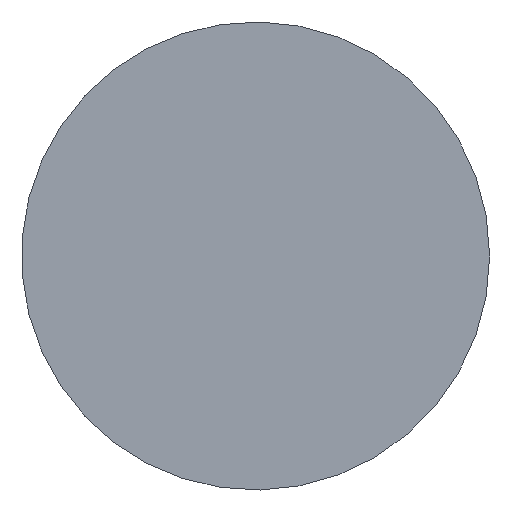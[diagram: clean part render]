
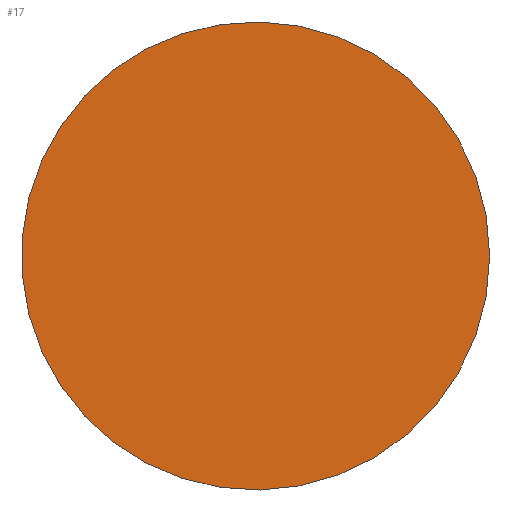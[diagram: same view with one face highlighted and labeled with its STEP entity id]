
A CAD part, front view. The second image highlights one B-rep face of the part: STEP entity #17.
In plain terms, the highlighted planar face has unit normal (0, 1, 0).
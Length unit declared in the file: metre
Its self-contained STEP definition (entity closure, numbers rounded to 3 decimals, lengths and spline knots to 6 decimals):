
#17 = ADVANCED_FACE('',(#18),#33,.F.);
#18 = FACE_BOUND('',#19,.F.);
#19 = EDGE_LOOP('',(#20,#48,#69));
#20 = ORIENTED_EDGE('',*,*,#21,.F.);
#21 = EDGE_CURVE('',#22,#24,#26,.T.);
#22 = VERTEX_POINT('',#23);
#23 = CARTESIAN_POINT('',(1.25,1.46,-6.624091));
#24 = VERTEX_POINT('',#25);
#25 = CARTESIAN_POINT('',(1.25,1.46,6.624091));
#26 = SURFACE_CURVE('',#27,(#32),.PCURVE_S1.);
#27 = CIRCLE('',#28,6.741);
#28 = AXIS2_PLACEMENT_3D('',#29,#30,#31);
#29 = CARTESIAN_POINT('',(0.,1.46,0.));
#30 = DIRECTION('',(-0.,1.,0.));
#31 = DIRECTION('',(1.,0.,0.));
#32 = PCURVE('',#33,#38);
#33 = PLANE('',#34);
#34 = AXIS2_PLACEMENT_3D('',#35,#36,#37);
#35 = CARTESIAN_POINT('',(57.881448,1.46,0.));
#36 = DIRECTION('',(0.,-1.,0.));
#37 = DIRECTION('',(0.,0.,-1.));
#38 = DEFINITIONAL_REPRESENTATION('',(#39),#47);
#39 = ( BOUNDED_CURVE() B_SPLINE_CURVE(2,(#40,#41,#42,#43,#44,#45,#46),
.UNSPECIFIED.,.T.,.F.) B_SPLINE_CURVE_WITH_KNOTS((1,2,2,2,2,1),(
    -2.094395,0.,2.094395,4.18879,6.283185,
8.37758),.UNSPECIFIED.) CURVE() GEOMETRIC_REPRESENTATION_ITEM() 
RATIONAL_B_SPLINE_CURVE((1.,0.5,1.,0.5,1.,0.5,1.)) REPRESENTATION_ITEM(
  '') );
#40 = CARTESIAN_POINT('',(0.,-51.14));
#41 = CARTESIAN_POINT('',(11.676,-51.14));
#42 = CARTESIAN_POINT('',(5.838,-61.252));
#43 = CARTESIAN_POINT('',(0.,-71.363));
#44 = CARTESIAN_POINT('',(-5.838,-61.252));
#45 = CARTESIAN_POINT('',(-11.676,-51.14));
#46 = CARTESIAN_POINT('',(0.,-51.14));
#47 = ( GEOMETRIC_REPRESENTATION_CONTEXT(2) 
PARAMETRIC_REPRESENTATION_CONTEXT() REPRESENTATION_CONTEXT('2D SPACE',''
  ) );
#48 = ORIENTED_EDGE('',*,*,#49,.F.);
#49 = EDGE_CURVE('',#50,#22,#52,.T.);
#50 = VERTEX_POINT('',#51);
#51 = CARTESIAN_POINT('',(6.741,1.46,0.));
#52 = SURFACE_CURVE('',#53,(#58),.PCURVE_S1.);
#53 = CIRCLE('',#54,6.741);
#54 = AXIS2_PLACEMENT_3D('',#55,#56,#57);
#55 = CARTESIAN_POINT('',(0.,1.46,0.));
#56 = DIRECTION('',(-0.,1.,0.));
#57 = DIRECTION('',(1.,0.,0.));
#58 = PCURVE('',#33,#59);
#59 = DEFINITIONAL_REPRESENTATION('',(#60),#68);
#60 = ( BOUNDED_CURVE() B_SPLINE_CURVE(2,(#61,#62,#63,#64,#65,#66,#67),
.UNSPECIFIED.,.T.,.F.) B_SPLINE_CURVE_WITH_KNOTS((1,2,2,2,2,1),(
    -2.094395,0.,2.094395,4.18879,6.283185,
8.37758),.UNSPECIFIED.) CURVE() GEOMETRIC_REPRESENTATION_ITEM() 
RATIONAL_B_SPLINE_CURVE((1.,0.5,1.,0.5,1.,0.5,1.)) REPRESENTATION_ITEM(
  '') );
#61 = CARTESIAN_POINT('',(0.,-51.14));
#62 = CARTESIAN_POINT('',(11.676,-51.14));
#63 = CARTESIAN_POINT('',(5.838,-61.252));
#64 = CARTESIAN_POINT('',(0.,-71.363));
#65 = CARTESIAN_POINT('',(-5.838,-61.252));
#66 = CARTESIAN_POINT('',(-11.676,-51.14));
#67 = CARTESIAN_POINT('',(0.,-51.14));
#68 = ( GEOMETRIC_REPRESENTATION_CONTEXT(2) 
PARAMETRIC_REPRESENTATION_CONTEXT() REPRESENTATION_CONTEXT('2D SPACE',''
  ) );
#69 = ORIENTED_EDGE('',*,*,#70,.F.);
#70 = EDGE_CURVE('',#24,#50,#71,.T.);
#71 = SURFACE_CURVE('',#72,(#77),.PCURVE_S1.);
#72 = CIRCLE('',#73,6.741);
#73 = AXIS2_PLACEMENT_3D('',#74,#75,#76);
#74 = CARTESIAN_POINT('',(0.,1.46,0.));
#75 = DIRECTION('',(-0.,1.,0.));
#76 = DIRECTION('',(1.,0.,0.));
#77 = PCURVE('',#33,#78);
#78 = DEFINITIONAL_REPRESENTATION('',(#79),#87);
#79 = ( BOUNDED_CURVE() B_SPLINE_CURVE(2,(#80,#81,#82,#83,#84,#85,#86),
.UNSPECIFIED.,.T.,.F.) B_SPLINE_CURVE_WITH_KNOTS((1,2,2,2,2,1),(
    -2.094395,0.,2.094395,4.18879,6.283185,
8.37758),.UNSPECIFIED.) CURVE() GEOMETRIC_REPRESENTATION_ITEM() 
RATIONAL_B_SPLINE_CURVE((1.,0.5,1.,0.5,1.,0.5,1.)) REPRESENTATION_ITEM(
  '') );
#80 = CARTESIAN_POINT('',(0.,-51.14));
#81 = CARTESIAN_POINT('',(11.676,-51.14));
#82 = CARTESIAN_POINT('',(5.838,-61.252));
#83 = CARTESIAN_POINT('',(0.,-71.363));
#84 = CARTESIAN_POINT('',(-5.838,-61.252));
#85 = CARTESIAN_POINT('',(-11.676,-51.14));
#86 = CARTESIAN_POINT('',(0.,-51.14));
#87 = ( GEOMETRIC_REPRESENTATION_CONTEXT(2) 
PARAMETRIC_REPRESENTATION_CONTEXT() REPRESENTATION_CONTEXT('2D SPACE',''
  ) );
